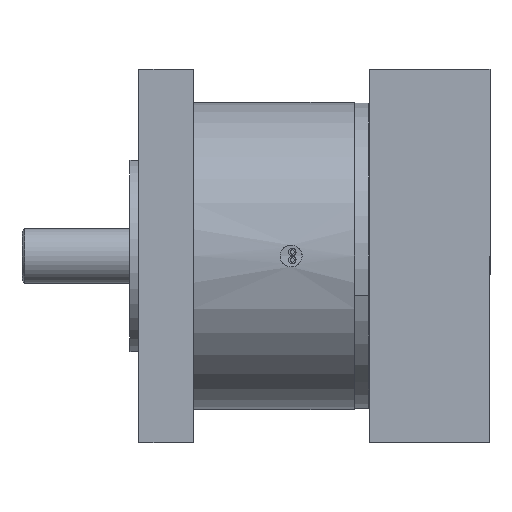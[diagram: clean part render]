
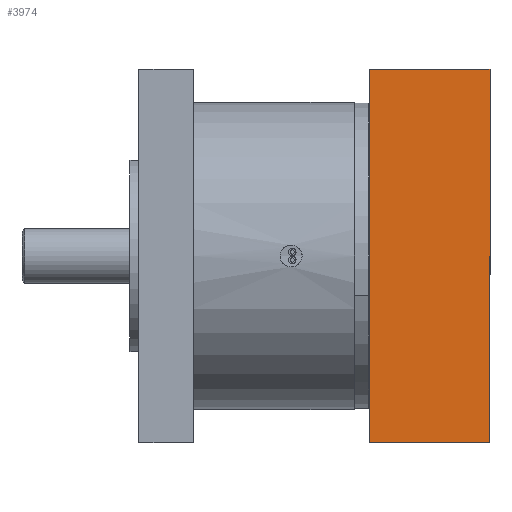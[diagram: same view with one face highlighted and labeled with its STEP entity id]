
A CAD part, front view. The second image highlights one B-rep face of the part: STEP entity #3974.
In plain terms, the highlighted planar face has unit normal (0, -1, 0).
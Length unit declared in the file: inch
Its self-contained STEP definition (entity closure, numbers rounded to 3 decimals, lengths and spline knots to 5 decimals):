
#1342 = VERTEX_POINT ( 'NONE', #5027 ) ;
#1378 = VERTEX_POINT ( 'NONE', #5127 ) ;
#1379 = VERTEX_POINT ( 'NONE', #5126 ) ;
#1380 = VERTEX_POINT ( 'NONE', #5125 ) ;
#2487 = EDGE_CURVE ( 'NONE', #1378, #1342, #7365, .T. ) ;
#2510 = EDGE_CURVE ( 'NONE', #1342, #1379, #7332, .T. ) ;
#2524 = EDGE_CURVE ( 'NONE', #1380, #1379, #7237, .T. ) ;
#2543 = EDGE_CURVE ( 'NONE', #1378, #1380, #7028, .T. ) ;
#3974 = ADVANCED_FACE ( 'NONE', ( #7627 ), #4430, .F. ) ;
#4232 = CARTESIAN_POINT ( 'NONE',  ( -0.59124, 6.56667, 3.47915 ) ) ;
#4381 = DIRECTION ( 'NONE',  ( 0., 1., 0. ) ) ;
#4430 = PLANE ( 'NONE',  #7622 ) ;
#4657 = DIRECTION ( 'NONE',  ( 1., 0., 0. ) ) ;
#5000 = ORIENTED_EDGE ( 'NONE', *, *, #2510, .T. ) ;
#5027 = CARTESIAN_POINT ( 'NONE',  ( -1.96624, 6.56667, 3.47915 ) ) ;
#5041 = ORIENTED_EDGE ( 'NONE', *, *, #2543, .F. ) ;
#5109 = ORIENTED_EDGE ( 'NONE', *, *, #2487, .T. ) ;
#5125 = CARTESIAN_POINT ( 'NONE',  ( -0.59124, 6.56667, -0.77085 ) ) ;
#5126 = CARTESIAN_POINT ( 'NONE',  ( -1.96624, 6.56667, -0.77085 ) ) ;
#5127 = CARTESIAN_POINT ( 'NONE',  ( -0.59124, 6.56667, 3.47915 ) ) ;
#5260 = ORIENTED_EDGE ( 'NONE', *, *, #2524, .F. ) ;
#5286 = EDGE_LOOP ( 'NONE', ( #5260, #5041, #5109, #5000 ) ) ;
#6412 = VECTOR ( 'NONE', #7341, 39.37008 ) ;
#6464 = VECTOR ( 'NONE', #7329, 39.37008 ) ;
#6954 = CARTESIAN_POINT ( 'NONE',  ( -0.59124, 6.56667, 3.47915 ) ) ;
#7027 = DIRECTION ( 'NONE',  ( 0., 0., -1. ) ) ;
#7028 = LINE ( 'NONE', #6954, #7544 ) ;
#7234 = DIRECTION ( 'NONE',  ( -1., 0., 0. ) ) ;
#7236 = CARTESIAN_POINT ( 'NONE',  ( -0.59124, 6.56667, -0.77085 ) ) ;
#7237 = LINE ( 'NONE', #7236, #7463 ) ;
#7329 = DIRECTION ( 'NONE',  ( 0., 0., -1. ) ) ;
#7331 = CARTESIAN_POINT ( 'NONE',  ( -1.96624, 6.56667, 3.47915 ) ) ;
#7332 = LINE ( 'NONE', #7331, #6464 ) ;
#7341 = DIRECTION ( 'NONE',  ( -1., 0., 0. ) ) ;
#7365 = LINE ( 'NONE', #7371, #6412 ) ;
#7371 = CARTESIAN_POINT ( 'NONE',  ( -0.59124, 6.56667, 3.47915 ) ) ;
#7463 = VECTOR ( 'NONE', #7234, 39.37008 ) ;
#7544 = VECTOR ( 'NONE', #7027, 39.37008 ) ;
#7622 = AXIS2_PLACEMENT_3D ( 'NONE', #4232, #4381, #4657 ) ;
#7627 = FACE_OUTER_BOUND ( 'NONE', #5286, .T. ) ;
